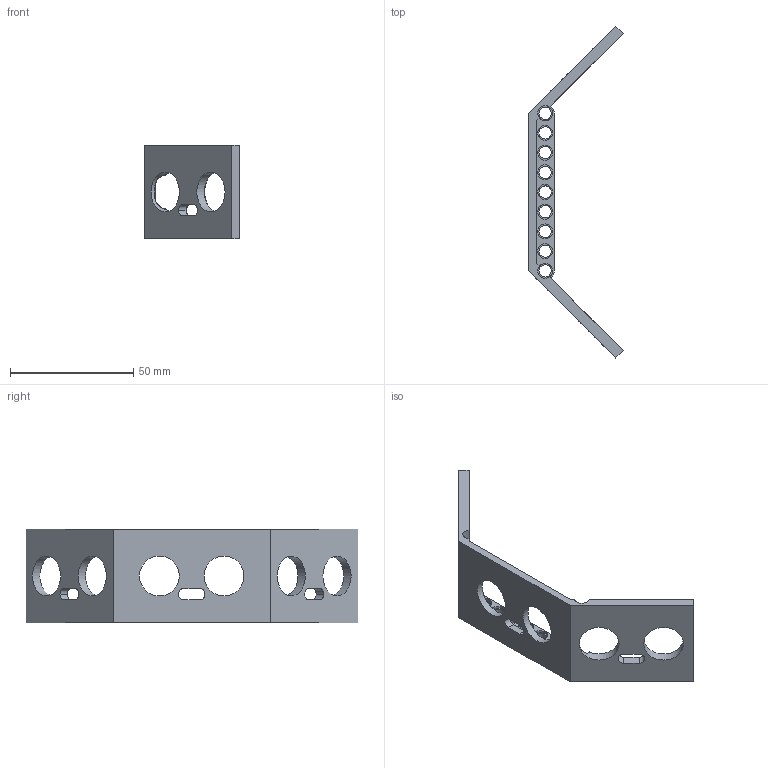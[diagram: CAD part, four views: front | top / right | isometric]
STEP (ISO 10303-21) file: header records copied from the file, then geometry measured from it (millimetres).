
FILE_DESCRIPTION(/* description */ (''),/* implementation_level */ '2;1');
FILE_NAME(/* name */ 'SoporteUltrasnico.step',/* time_stamp */ '2025-07-02T12:36:34-05:00',/* author */ (''),/* organization */ (''),/* preprocessor_version */ 'ST-DEVELOPER v20.1',/* originating_system */ 'Autodesk Translation Framework v14.10.0.0',/* authorisation */ '');
FILE_SCHEMA (('AUTOMOTIVE_DESIGN { 1 0 10303 214 3 1 1 }'));
Length unit declared in the file: millimetre
Products named in the file (1): SoporteUltrasónico
Bounding box: 38.36 x 134.71 x 38 mm (x, y, z)
Volume: 19481.5 mm3; surface area: 14303.2 mm2
Topology: 1 solids, 1 shells, 91 faces, 225 edges, 150 vertices
Faces by surface type: cylinder 47, plane 44
Full cylindrical faces by diameter (mm): 5 x9, 6.1 x18, 16.2 x6
Entity records: 2896 total; most frequent: CARTESIAN_POINT 526, DIRECTION 505, ORIENTED_EDGE 450, EDGE_CURVE 225, AXIS2_PLACEMENT_3D 191, VERTEX_POINT 150, EDGE_LOOP 141, LINE 123
